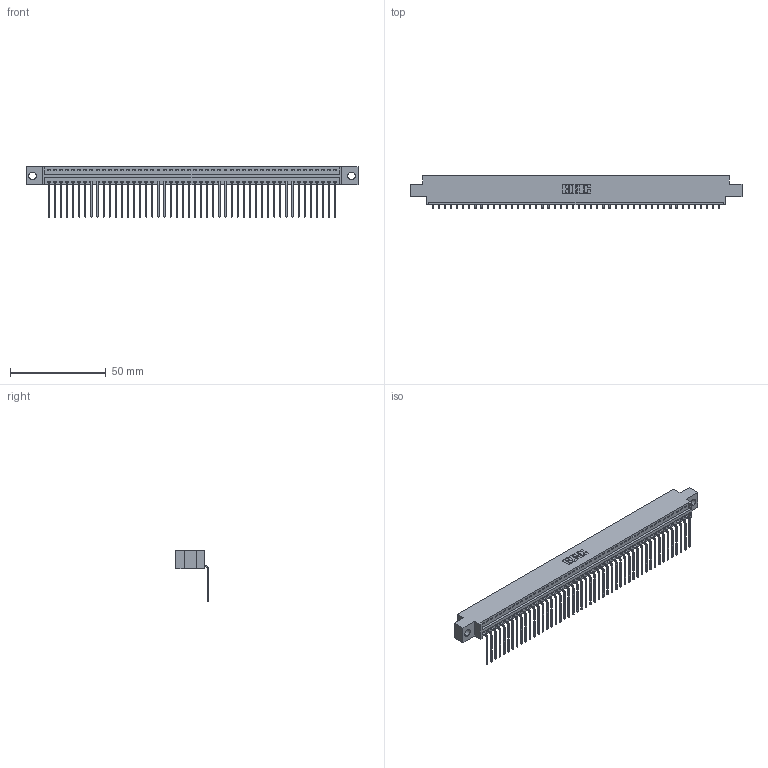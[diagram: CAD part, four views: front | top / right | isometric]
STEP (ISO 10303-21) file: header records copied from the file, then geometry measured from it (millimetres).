
FILE_DESCRIPTION (( 'STEP AP203' ), '1' );
FILE_NAME ('396-048-559-604.STEP', '2019-10-31T23:35:10', ( '' ), ( '' ), 'SwSTEP 2.0', 'SolidWorks 2016', '' );
FILE_SCHEMA (( 'CONFIG_CONTROL_DESIGN' ));
Length unit declared in the file: inch
Products named in the file (3): 396-048-559-604; 346 Part_0.170 Offset - 0.156 Dia-TH; 345-292-001_558 559 Tail - 1
Assembly tree (49 placements, depth 2):
  396-048-559-604
    346 Part_0.170 Offset - 0.156 Dia-TH
    345-292-001_558 559 Tail - 1  x48
Bounding box: 172.97 x 17.08 x 26.16 mm (x, y, z)
Volume: 16516.2 mm3; surface area: 21627.3 mm2
Topology: 49 solids, 49 shells, 3006 faces, 9077 edges, 5986 vertices
Faces by surface type: plane 2096, cylinder 910
Entity records: 29201 total; most frequent: CARTESIAN_POINT 5012, ORIENTED_EDGE 4994, DIRECTION 4413, EDGE_CURVE 2497, LINE 2173, VECTOR 2173, VERTEX_POINT 1662, AXIS2_PLACEMENT_3D 1120
